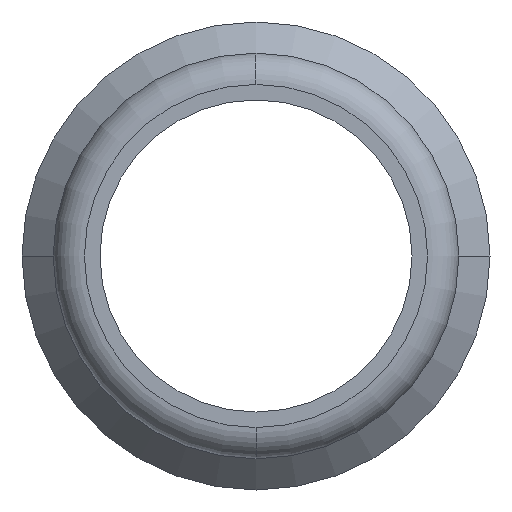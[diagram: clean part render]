
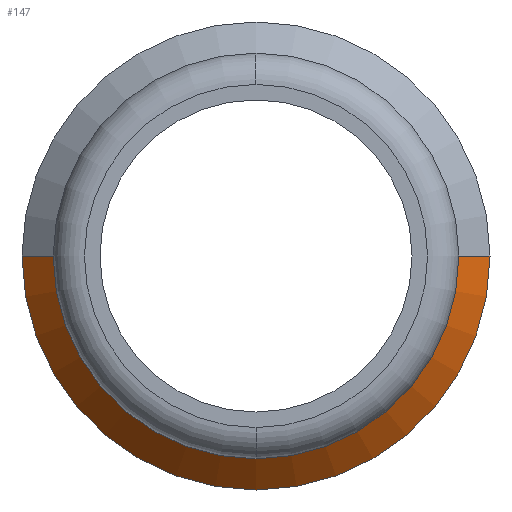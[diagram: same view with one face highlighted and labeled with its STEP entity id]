
A CAD part, front view. The second image highlights one B-rep face of the part: STEP entity #147.
In plain terms, the highlighted conical face has half-angle 45 degrees and reference radius 7 mm.
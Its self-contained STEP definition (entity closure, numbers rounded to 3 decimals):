
#147=ADVANCED_FACE('',(#308),#309,.T.);
#308=FACE_OUTER_BOUND('',#477,.T.);
#309=CONICAL_SURFACE('',#478,7.0,0.785);
#477=EDGE_LOOP('',(#819,#820,#821,#822));
#478=AXIS2_PLACEMENT_3D('',#823,#824,#825);
#819=ORIENTED_EDGE('',*,*,#1057,.F.);
#820=ORIENTED_EDGE('',*,*,#1064,.T.);
#821=ORIENTED_EDGE('',*,*,#1059,.F.);
#822=ORIENTED_EDGE('',*,*,#1037,.F.);
#823=CARTESIAN_POINT('',(0.0,4.8,0.0));
#824=DIRECTION('',(-0.0,1.0,-0.0));
#825=DIRECTION('',(1.0,0.0,0.0));
#1037=EDGE_CURVE('',#1249,#1251,#1252,.T.);
#1057=EDGE_CURVE('',#1223,#1249,#1276,.T.);
#1059=EDGE_CURVE('',#1251,#1225,#1278,.T.);
#1064=EDGE_CURVE('',#1223,#1225,#1283,.T.);
#1223=VERTEX_POINT('',#1462);
#1225=VERTEX_POINT('',#1465);
#1249=VERTEX_POINT('',#1492);
#1251=VERTEX_POINT('',#1495);
#1252=CIRCLE('',#1496,7.5);
#1276=LINE('',#1527,#1528);
#1278=LINE('',#1530,#1531);
#1283=CIRCLE('',#1536,6.5);
#1462=CARTESIAN_POINT('',(6.5,4.3,0.0));
#1465=CARTESIAN_POINT('',(-6.5,4.3,0.));
#1492=CARTESIAN_POINT('',(7.5,5.3,0.0));
#1495=CARTESIAN_POINT('',(-7.5,5.3,0.));
#1496=AXIS2_PLACEMENT_3D('',#1748,#1749,#1750);
#1527=CARTESIAN_POINT('',(7.0,4.8,0.));
#1528=VECTOR('',#1773,1.0);
#1530=CARTESIAN_POINT('',(-7.0,4.8,0.));
#1531=VECTOR('',#1777,1.0);
#1536=AXIS2_PLACEMENT_3D('',#1784,#1785,#1786);
#1748=CARTESIAN_POINT('',(0.0,5.3,0.0));
#1749=DIRECTION('',(-0.0,1.0,0.0));
#1750=DIRECTION('',(1.0,0.0,0.0));
#1773=DIRECTION('',(0.707,0.707,0.));
#1777=DIRECTION('',(0.707,-0.707,0.));
#1784=CARTESIAN_POINT('',(0.0,4.3,0.0));
#1785=DIRECTION('',(-0.0,1.0,0.0));
#1786=DIRECTION('',(1.0,0.0,0.0));
